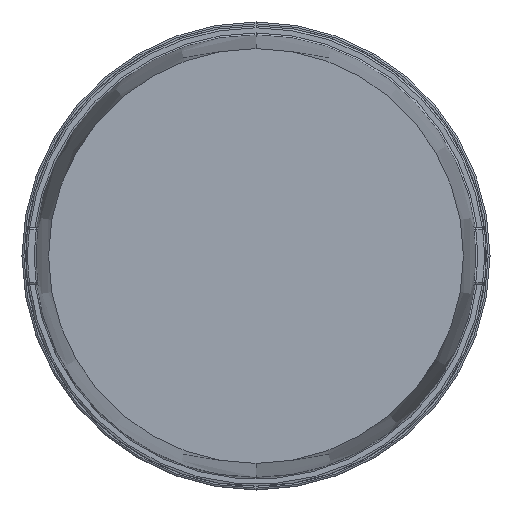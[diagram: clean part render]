
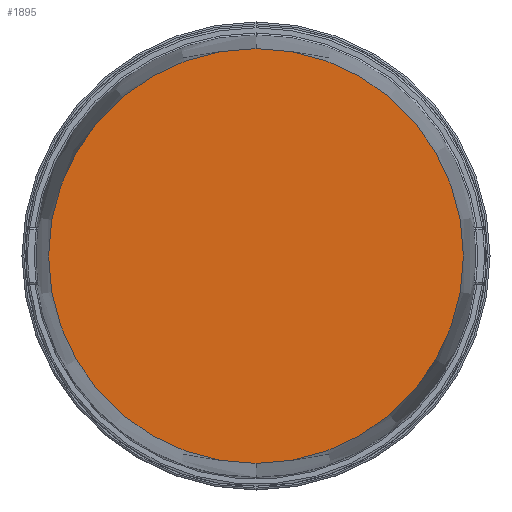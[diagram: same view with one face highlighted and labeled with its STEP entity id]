
A CAD part, front view. The second image highlights one B-rep face of the part: STEP entity #1895.
In plain terms, the highlighted planar face has unit normal (0, -1, 0).
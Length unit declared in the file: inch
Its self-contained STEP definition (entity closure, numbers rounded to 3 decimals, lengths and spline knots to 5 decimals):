
#186 = ORIENTED_EDGE ( 'NONE', *, *, #1928, .T. ) ;
#187 = ORIENTED_EDGE ( 'NONE', *, *, #1925, .T. ) ;
#536 = AXIS2_PLACEMENT_3D ( 'NONE', #1220, #1235, #1236 ) ;
#564 = CIRCLE ( 'NONE', #566, 5.5 ) ;
#566 = AXIS2_PLACEMENT_3D ( 'NONE', #2818, #2819, #2820 ) ;
#567 = CIRCLE ( 'NONE', #569, 5.5 ) ;
#569 = AXIS2_PLACEMENT_3D ( 'NONE', #2857, #2858, #2859 ) ;
#1220 = CARTESIAN_POINT ( 'NONE',  ( 0., 0., 0. ) ) ;
#1232 = FACE_OUTER_BOUND ( 'NONE', #2096, .T. ) ;
#1233 = PLANE ( 'NONE',  #536 ) ;
#1235 = DIRECTION ( 'NONE',  ( 0., 1., 0. ) ) ;
#1236 = DIRECTION ( 'NONE',  ( 0., 0., 1. ) ) ;
#1895 = ADVANCED_FACE ( 'NONE', ( #1232 ), #1233, .F. ) ;
#1925 = EDGE_CURVE ( 'NONE', #2359, #2401, #564, .T. ) ;
#1928 = EDGE_CURVE ( 'NONE', #2401, #2359, #567, .T. ) ;
#2096 = EDGE_LOOP ( 'NONE', ( #186, #187 ) ) ;
#2359 = VERTEX_POINT ( 'NONE', #3150 ) ;
#2401 = VERTEX_POINT ( 'NONE', #3192 ) ;
#2818 = CARTESIAN_POINT ( 'NONE',  ( 0., 0., 0. ) ) ;
#2819 = DIRECTION ( 'NONE',  ( 0., -1., 0. ) ) ;
#2820 = DIRECTION ( 'NONE',  ( 0., 0., -1. ) ) ;
#2857 = CARTESIAN_POINT ( 'NONE',  ( 0., 0., 0. ) ) ;
#2858 = DIRECTION ( 'NONE',  ( 0., -1., 0. ) ) ;
#2859 = DIRECTION ( 'NONE',  ( 0., 0., -1. ) ) ;
#3150 = CARTESIAN_POINT ( 'NONE',  ( 0., 0., -5.5 ) ) ;
#3192 = CARTESIAN_POINT ( 'NONE',  ( 0., 0., 5.5 ) ) ;
